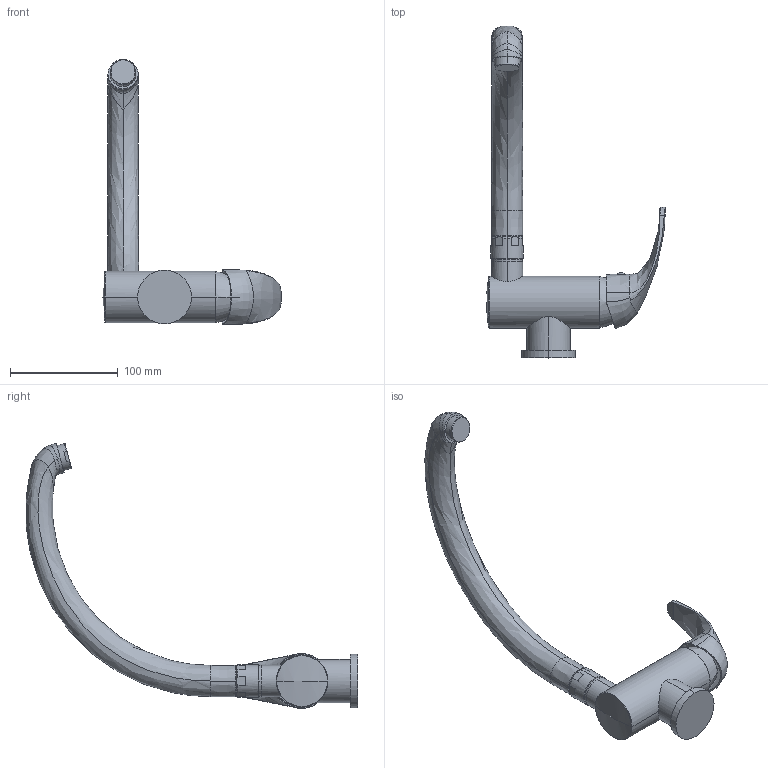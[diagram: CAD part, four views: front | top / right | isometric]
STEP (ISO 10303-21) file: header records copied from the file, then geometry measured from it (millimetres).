
FILE_DESCRIPTION((''),'2;1');
FILE_NAME('ND189CR','2021-11-10T10:03:42',('ut3'),('PAFFONI SpA'),'CREO PARAMETRIC BY PTC INC, 2020044','CREO PARAMETRIC BY PTC INC, 2020044','');
FILE_SCHEMA(('CONFIG_CONTROL_DESIGN','SHAPE_APPEARANCE_LAYERS_GROUPS'));
Length unit declared in the file: millimetre
Products named in the file (1): ND189CR
Bounding box: 166 x 307.91 x 246.02 mm (x, y, z)
Volume: 523424.5 mm3; surface area: 78329 mm2
Topology: 2 solids, 2 shells, 156 faces, 393 edges, 246 vertices
Faces by surface type: plane 57, cylinder 38, bspline 35, cone 14, torus 8, sphere 4
Entity records: 9620 total; most frequent: CARTESIAN_POINT 4879, ORIENTED_EDGE 770, DIRECTION 647, EDGE_CURVE 385, AXIS2_PLACEMENT_3D 256, VERTEX_POINT 246, FILL_AREA_STYLE_COLOUR 177, FILL_AREA_STYLE 177
